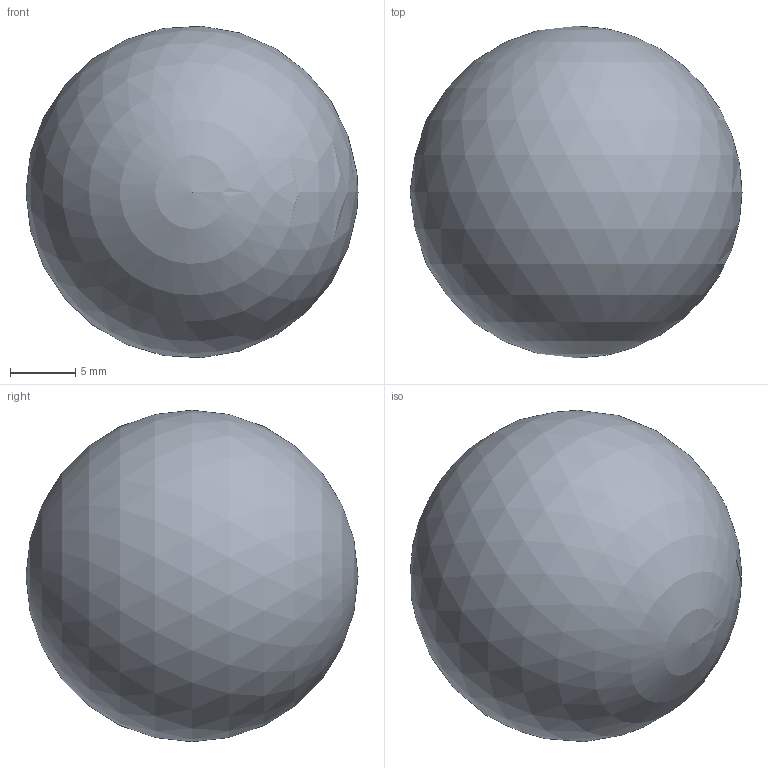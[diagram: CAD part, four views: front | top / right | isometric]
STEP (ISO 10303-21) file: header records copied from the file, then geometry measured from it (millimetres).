
FILE_DESCRIPTION(/* description */ (''),/* implementation_level */ '2;1');
FILE_NAME(/* name */ '1in Ball Caster.ipt.stp',/* time_stamp */ '2014-12-18T16:47:22-08:00',/* author */ ('Autodesk Inc.'),/* organization */ ('Autodesk Inc.'),/* preprocessor_version */ 'ST-DEVELOPER v15.6',/* originating_system */ 'Autodesk Inventor 2015',/* authorisation */ '');
FILE_SCHEMA (('AUTOMOTIVE_DESIGN { 1 0 10303 214 3 1 1 }'));
Length unit declared in the file: inch
Products named in the file (1): 1in Ball Caster
Bounding box: 25.4 x 25.4 x 25.36 mm (x, y, z)
Volume: 8580.2 mm3; surface area: 2026.8 mm2
Topology: 1 solids, 1 shells, 1 faces, 3 edges, 2 vertices
Faces by surface type: sphere 1
Entity records: 69 total; most frequent: DIRECTION 6, CARTESIAN_POINT 5, AXIS2_PLACEMENT_3D 3, PRESENTATION_STYLE_ASSIGNMENT 3, SURFACE_STYLE_USAGE 3, SURFACE_SIDE_STYLE 3, SURFACE_STYLE_FILL_AREA 3, FILL_AREA_STYLE 3
